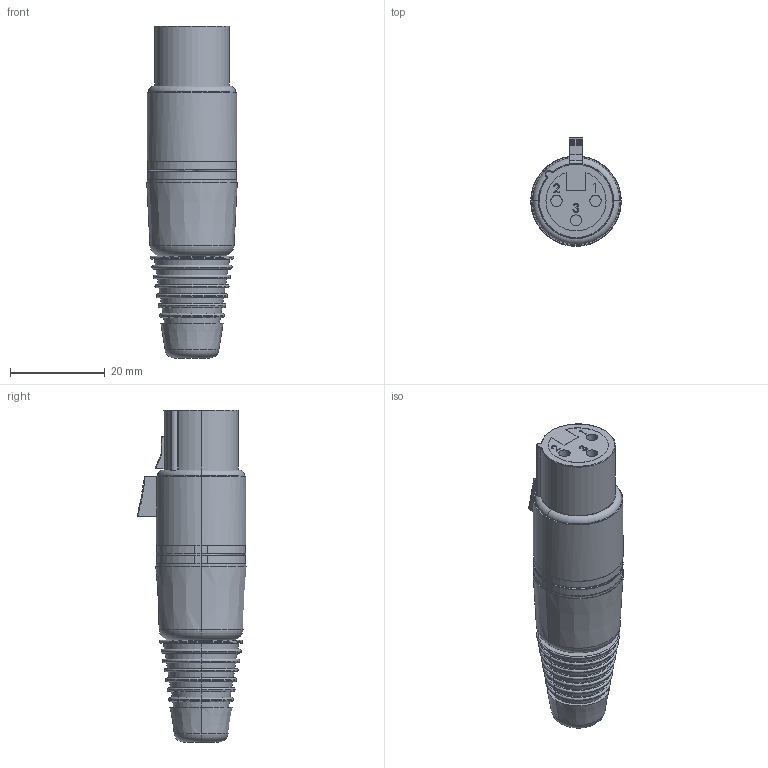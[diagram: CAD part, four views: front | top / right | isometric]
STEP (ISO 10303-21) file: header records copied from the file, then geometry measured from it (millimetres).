
FILE_DESCRIPTION (( 'STEP AP214' ), '1' );
FILE_NAME ('CON-XLR-F.STEP', '2010-02-12T14:58:22', ( 'Windows XP Mode' ), ( '' ), 'SwSTEP 2.0', 'SolidWorks 2008', '' );
FILE_SCHEMA (( 'AUTOMOTIVE_DESIGN' ));
Length unit declared in the file: inch
Products named in the file (1): CON-XLR-F
Bounding box: 19.18 x 23.03 x 70.26 mm (x, y, z)
Volume: 14959.2 mm3; surface area: 5403.4 mm2
Topology: 1 solids, 1 shells, 320 faces, 745 edges, 440 vertices
Faces by surface type: cylinder 102, plane 92, torus 46, sphere 30, cone 30, bspline 20
Entity records: 11906 total; most frequent: CARTESIAN_POINT 2718, DIRECTION 1592, ORIENTED_EDGE 1438, EDGE_CURVE 719, AXIS2_PLACEMENT_3D 633, VERTEX_POINT 427, EDGE_LOOP 354, CIRCLE 332
